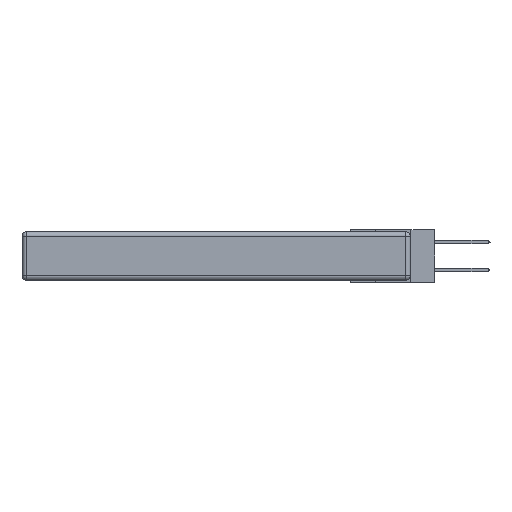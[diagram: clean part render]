
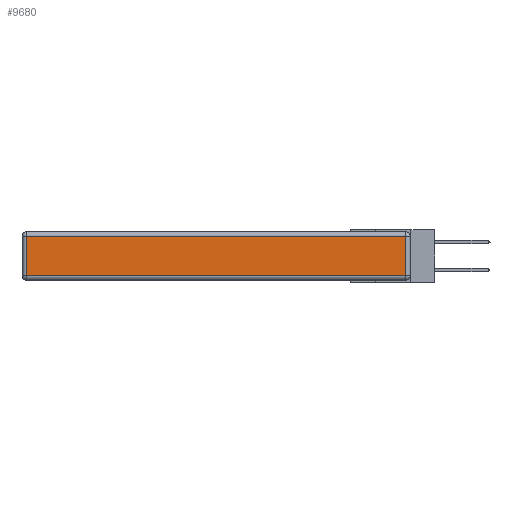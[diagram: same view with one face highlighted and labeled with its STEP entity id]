
A CAD part, left-side view. The second image highlights one B-rep face of the part: STEP entity #9680.
In plain terms, the highlighted planar face has unit normal (-1, 0, 0).
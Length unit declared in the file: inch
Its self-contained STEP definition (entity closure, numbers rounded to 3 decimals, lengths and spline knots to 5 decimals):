
#241 = VECTOR ( 'NONE', #11275, 39.37008 ) ;
#917 = ORIENTED_EDGE ( 'NONE', *, *, #3506, .T. ) ;
#1294 = CARTESIAN_POINT ( 'NONE',  ( 0., 0.03, -0.313 ) ) ;
#1614 = EDGE_LOOP ( 'NONE', ( #917, #15443, #2805, #9269 ) ) ;
#2805 = ORIENTED_EDGE ( 'NONE', *, *, #19565, .T. ) ;
#3506 = EDGE_CURVE ( 'NONE', #13078, #18502, #4731, .T. ) ;
#3507 = CARTESIAN_POINT ( 'NONE',  ( 0., 0.03, -0.343 ) ) ;
#3992 = DIRECTION ( 'NONE',  ( 0., 0., -1. ) ) ;
#4089 = DIRECTION ( 'NONE',  ( 0., 1., 0. ) ) ;
#4248 = DIRECTION ( 'NONE',  ( -1., 0., 0. ) ) ;
#4731 = LINE ( 'NONE', #13064, #241 ) ;
#6547 = FACE_OUTER_BOUND ( 'NONE', #1614, .T. ) ;
#6795 = CARTESIAN_POINT ( 'NONE',  ( 0., 2.72, -0.313 ) ) ;
#7238 = LINE ( 'NONE', #21055, #9869 ) ;
#7271 = CARTESIAN_POINT ( 'NONE',  ( 0., 0.03, -0.03 ) ) ;
#8254 = VERTEX_POINT ( 'NONE', #13243 ) ;
#9181 = PLANE ( 'NONE',  #13949 ) ;
#9235 = LINE ( 'NONE', #3507, #9795 ) ;
#9269 = ORIENTED_EDGE ( 'NONE', *, *, #16032, .T. ) ;
#9680 = ADVANCED_FACE ( 'NONE', ( #6547 ), #9181, .T. ) ;
#9795 = VECTOR ( 'NONE', #10313, 39.37008 ) ;
#9869 = VECTOR ( 'NONE', #4089, 39.37008 ) ;
#10313 = DIRECTION ( 'NONE',  ( 0., 0., 1. ) ) ;
#11275 = DIRECTION ( 'NONE',  ( 0., -1., 0. ) ) ;
#13064 = CARTESIAN_POINT ( 'NONE',  ( 0., 0., -0.313 ) ) ;
#13078 = VERTEX_POINT ( 'NONE', #6795 ) ;
#13243 = CARTESIAN_POINT ( 'NONE',  ( 0., 2.72, -0.03 ) ) ;
#13949 = AXIS2_PLACEMENT_3D ( 'NONE', #14389, #4248, #20931 ) ;
#14389 = CARTESIAN_POINT ( 'NONE',  ( 0., 0., -0.343 ) ) ;
#14990 = VERTEX_POINT ( 'NONE', #7271 ) ;
#15443 = ORIENTED_EDGE ( 'NONE', *, *, #21579, .T. ) ;
#16032 = EDGE_CURVE ( 'NONE', #8254, #13078, #20211, .T. ) ;
#16763 = VECTOR ( 'NONE', #3992, 39.37008 ) ;
#18502 = VERTEX_POINT ( 'NONE', #1294 ) ;
#19565 = EDGE_CURVE ( 'NONE', #14990, #8254, #7238, .T. ) ;
#20211 = LINE ( 'NONE', #21019, #16763 ) ;
#20931 = DIRECTION ( 'NONE',  ( 0., 0., 1. ) ) ;
#21019 = CARTESIAN_POINT ( 'NONE',  ( 0., 2.72, -0.343 ) ) ;
#21055 = CARTESIAN_POINT ( 'NONE',  ( 0., 2.75, -0.03 ) ) ;
#21579 = EDGE_CURVE ( 'NONE', #18502, #14990, #9235, .T. ) ;
